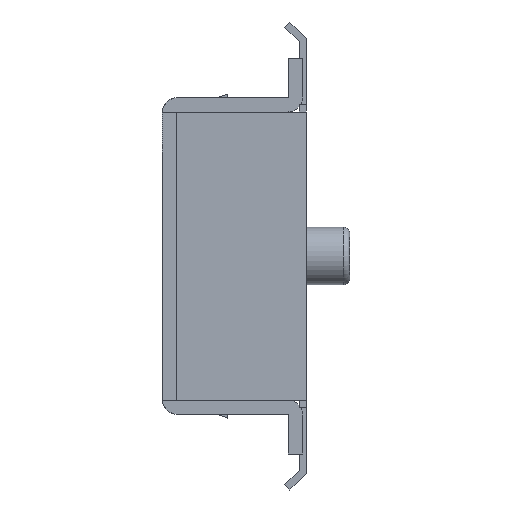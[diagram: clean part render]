
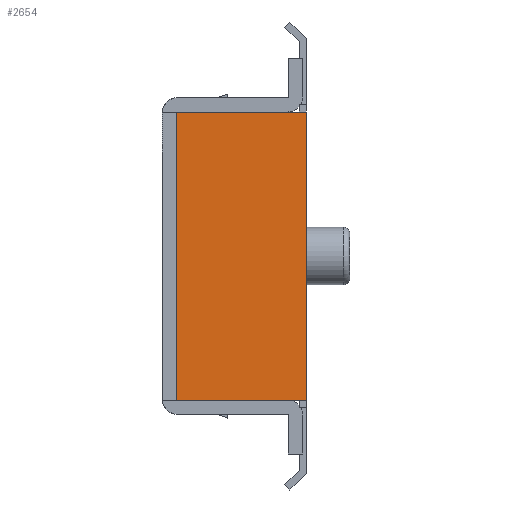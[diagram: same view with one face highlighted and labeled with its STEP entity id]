
A CAD part, left-side view. The second image highlights one B-rep face of the part: STEP entity #2654.
In plain terms, the highlighted planar face has unit normal (-1, 0, 0).
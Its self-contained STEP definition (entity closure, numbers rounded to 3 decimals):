
#1552=CARTESIAN_POINT('',(-2.85,-0.9,-2.0));
#1553=VERTEX_POINT('',#1552);
#1560=CARTESIAN_POINT('',(-2.85,0.9,-2.0));
#1561=VERTEX_POINT('',#1560);
#1562=CARTESIAN_POINT('',(-2.85,0.9,-2.0));
#1563=DIRECTION('',(0.0,-1.0,0.0));
#1564=VECTOR('',#1563,1.8);
#1565=LINE('',#1562,#1564);
#1566=EDGE_CURVE('',#1561,#1553,#1565,.T.);
#2513=CARTESIAN_POINT('',(-2.85,0.9,2.0));
#2514=VERTEX_POINT('',#2513);
#2521=CARTESIAN_POINT('',(-2.85,-0.9,2.0));
#2522=VERTEX_POINT('',#2521);
#2523=CARTESIAN_POINT('',(-2.85,-0.9,2.0));
#2524=DIRECTION('',(0.0,1.0,0.0));
#2525=VECTOR('',#2524,1.8);
#2526=LINE('',#2523,#2525);
#2527=EDGE_CURVE('',#2522,#2514,#2526,.T.);
#2625=CARTESIAN_POINT('',(-2.85,0.9,-2.0));
#2626=DIRECTION('',(0.0,0.0,1.0));
#2627=VECTOR('',#2626,4.0);
#2628=LINE('',#2625,#2627);
#2629=EDGE_CURVE('',#1561,#2514,#2628,.T.);
#2638=CARTESIAN_POINT('',(-2.85,0.9,0.0));
#2639=DIRECTION('',(-1.0,0.0,0.0));
#2640=DIRECTION('',(0.0,0.0,1.0));
#2641=AXIS2_PLACEMENT_3D('',#2638,#2639,#2640);
#2642=PLANE('',#2641);
#2643=ORIENTED_EDGE('',*,*,#2629,.F.);
#2644=ORIENTED_EDGE('',*,*,#1566,.T.);
#2645=CARTESIAN_POINT('',(-2.85,-0.9,2.0));
#2646=DIRECTION('',(0.0,0.0,-1.0));
#2647=VECTOR('',#2646,4.0);
#2648=LINE('',#2645,#2647);
#2649=EDGE_CURVE('',#2522,#1553,#2648,.T.);
#2650=ORIENTED_EDGE('',*,*,#2649,.F.);
#2651=ORIENTED_EDGE('',*,*,#2527,.T.);
#2652=EDGE_LOOP('',(#2643,#2644,#2650,#2651));
#2653=FACE_OUTER_BOUND('',#2652,.T.);
#2654=ADVANCED_FACE('',(#2653),#2642,.T.);
